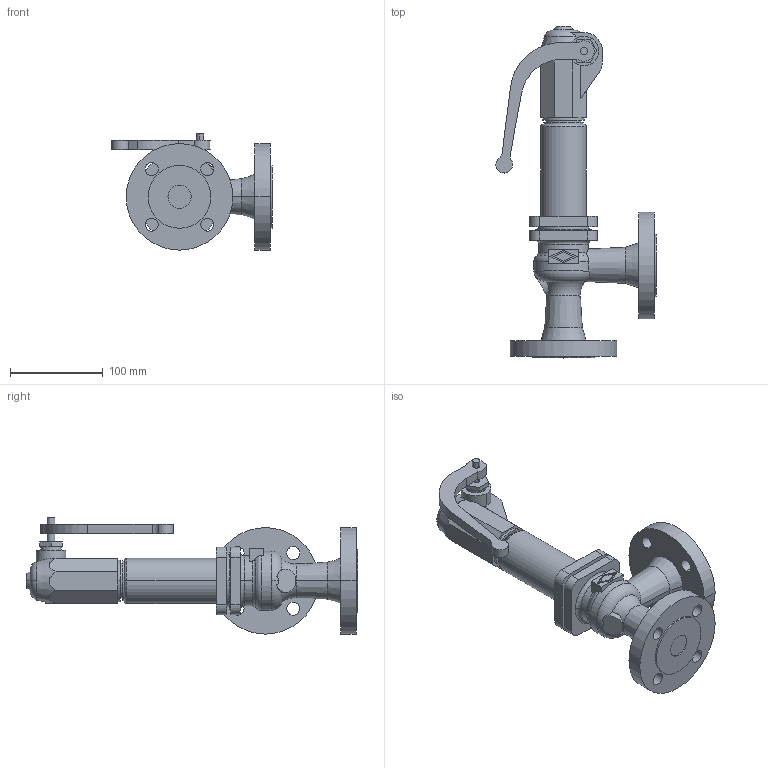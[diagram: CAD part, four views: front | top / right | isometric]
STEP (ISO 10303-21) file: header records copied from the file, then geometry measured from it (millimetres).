
FILE_DESCRIPTION(('Creo Elements/Direct Modeling STEP Export'),'2;1');
FILE_NAME('c000000862.stp','2013-12-03T 8:43:48',(''),(''),'Creo Elements/Direct Modeling STEP processor for AP214 (Solid Model)','Creo Elements/Direct Modeling 17.0D 15-Jul-2011 (C) Parametric Technology GmbH','');
FILE_SCHEMA(('AUTOMOTIVE_DESIGN { 1 0 10303 214 1 1 1 1 }'));
Length unit declared in the file: millimetre
Products named in the file (1): 1
Bounding box: 173.03 x 358.5 x 125.5 mm (x, y, z)
Volume: 1186473.7 mm3; surface area: 145846.9 mm2
Topology: 1 solids, 1 shells, 168 faces, 424 edges, 280 vertices
Faces by surface type: plane 72, cylinder 71, torus 14, cone 11
Entity records: 5254 total; most frequent: CARTESIAN_POINT 1272, ORIENTED_EDGE 848, DIRECTION 793, EDGE_CURVE 424, AXIS2_PLACEMENT_3D 298, VERTEX_POINT 280, EDGE_LOOP 206, VECTOR 197
